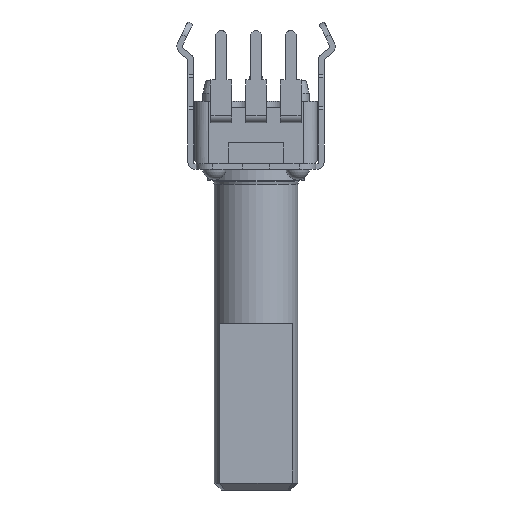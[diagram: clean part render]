
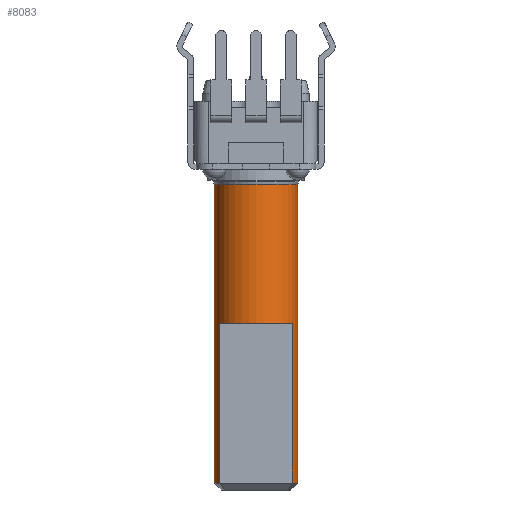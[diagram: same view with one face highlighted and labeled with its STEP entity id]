
A CAD part, front view. The second image highlights one B-rep face of the part: STEP entity #8083.
In plain terms, the highlighted cylindrical face has radius 3 mm (diameter 6 mm), a partial arc.
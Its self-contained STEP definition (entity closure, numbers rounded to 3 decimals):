
#90 = CARTESIAN_POINT ( 'NONE',  ( -2.598, -1.5, -11.5 ) ) ;
#200 = VERTEX_POINT ( 'NONE', #6621 ) ;
#652 = DIRECTION ( 'NONE',  ( 0., 0., 1. ) ) ;
#1730 = AXIS2_PLACEMENT_3D ( 'NONE', #9966, #8899, #5213 ) ;
#1746 = DIRECTION ( 'NONE',  ( 0., 0., 1. ) ) ;
#2197 = CARTESIAN_POINT ( 'NONE',  ( 3., 0., -23. ) ) ;
#2338 = ORIENTED_EDGE ( 'NONE', *, *, #11197, .F. ) ;
#2406 = CARTESIAN_POINT ( 'NONE',  ( -3., 0., 6.41 ) ) ;
#2506 = VERTEX_POINT ( 'NONE', #7645 ) ;
#2523 = EDGE_CURVE ( 'NONE', #2506, #5061, #4303, .T. ) ;
#2904 = EDGE_CURVE ( 'NONE', #5061, #200, #5072, .T. ) ;
#3013 = VECTOR ( 'NONE', #9486, 1000. ) ;
#3103 = EDGE_CURVE ( 'NONE', #3984, #9896, #7137, .T. ) ;
#3330 = ORIENTED_EDGE ( 'NONE', *, *, #7707, .F. ) ;
#3419 = CARTESIAN_POINT ( 'NONE',  ( 0., 0., -23. ) ) ;
#3526 = DIRECTION ( 'NONE',  ( 0., 0., 1. ) ) ;
#3984 = VERTEX_POINT ( 'NONE', #11052 ) ;
#4301 = VECTOR ( 'NONE', #11708, 1000. ) ;
#4303 = LINE ( 'NONE', #2406, #10701 ) ;
#4471 = CARTESIAN_POINT ( 'NONE',  ( 2.598, -1.5, -2.5 ) ) ;
#4481 = CYLINDRICAL_SURFACE ( 'NONE', #10627, 3. ) ;
#4482 = LINE ( 'NONE', #5569, #10423 ) ;
#4626 = CARTESIAN_POINT ( 'NONE',  ( 2.598, -1.5, -23. ) ) ;
#4897 = AXIS2_PLACEMENT_3D ( 'NONE', #6462, #9253, #5648 ) ;
#5061 = VERTEX_POINT ( 'NONE', #8696 ) ;
#5072 = CIRCLE ( 'NONE', #11694, 3. ) ;
#5213 = DIRECTION ( 'NONE',  ( -1., 0., 0. ) ) ;
#5319 = ORIENTED_EDGE ( 'NONE', *, *, #8136, .T. ) ;
#5508 = VERTEX_POINT ( 'NONE', #90 ) ;
#5515 = EDGE_CURVE ( 'NONE', #8661, #200, #4482, .T. ) ;
#5569 = CARTESIAN_POINT ( 'NONE',  ( 3., 0., 6.41 ) ) ;
#5648 = DIRECTION ( 'NONE',  ( 1., 0., 0. ) ) ;
#6102 = CIRCLE ( 'NONE', #1730, 3. ) ;
#6382 = CARTESIAN_POINT ( 'NONE',  ( 0., 0., 6.41 ) ) ;
#6462 = CARTESIAN_POINT ( 'NONE',  ( 0., 0., -11.5 ) ) ;
#6618 = AXIS2_PLACEMENT_3D ( 'NONE', #3419, #3526, #7040 ) ;
#6621 = CARTESIAN_POINT ( 'NONE',  ( 3., 0., -1.5 ) ) ;
#6981 = DIRECTION ( 'NONE',  ( 0., 0., 1. ) ) ;
#7005 = CIRCLE ( 'NONE', #6618, 3. ) ;
#7040 = DIRECTION ( 'NONE',  ( -1., 0., 0. ) ) ;
#7044 = LINE ( 'NONE', #9673, #3013 ) ;
#7137 = LINE ( 'NONE', #4471, #4301 ) ;
#7445 = ORIENTED_EDGE ( 'NONE', *, *, #3103, .T. ) ;
#7642 = ORIENTED_EDGE ( 'NONE', *, *, #2904, .F. ) ;
#7645 = CARTESIAN_POINT ( 'NONE',  ( -3., 0., -23. ) ) ;
#7678 = ORIENTED_EDGE ( 'NONE', *, *, #10028, .T. ) ;
#7707 = EDGE_CURVE ( 'NONE', #3984, #5508, #10010, .T. ) ;
#7884 = CARTESIAN_POINT ( 'NONE',  ( -2.598, -1.5, -23. ) ) ;
#8083 = ADVANCED_FACE ( 'NONE', ( #8142 ), #4481, .T. ) ;
#8136 = EDGE_CURVE ( 'NONE', #2506, #9023, #7005, .T. ) ;
#8142 = FACE_OUTER_BOUND ( 'NONE', #9636, .T. ) ;
#8440 = ORIENTED_EDGE ( 'NONE', *, *, #2523, .F. ) ;
#8661 = VERTEX_POINT ( 'NONE', #2197 ) ;
#8696 = CARTESIAN_POINT ( 'NONE',  ( -3., 0., -1.5 ) ) ;
#8837 = CARTESIAN_POINT ( 'NONE',  ( 0., 0., -1.5 ) ) ;
#8899 = DIRECTION ( 'NONE',  ( 0., 0., 1. ) ) ;
#9023 = VERTEX_POINT ( 'NONE', #7884 ) ;
#9253 = DIRECTION ( 'NONE',  ( 0., 0., -1. ) ) ;
#9486 = DIRECTION ( 'NONE',  ( 0., 0., -1. ) ) ;
#9636 = EDGE_LOOP ( 'NONE', ( #7678, #11743, #7642, #8440, #5319, #2338, #3330, #7445 ) ) ;
#9673 = CARTESIAN_POINT ( 'NONE',  ( -2.598, -1.5, -2.5 ) ) ;
#9896 = VERTEX_POINT ( 'NONE', #4626 ) ;
#9966 = CARTESIAN_POINT ( 'NONE',  ( 0., 0., -23. ) ) ;
#10010 = CIRCLE ( 'NONE', #4897, 3. ) ;
#10028 = EDGE_CURVE ( 'NONE', #9896, #8661, #6102, .T. ) ;
#10423 = VECTOR ( 'NONE', #1746, 1000. ) ;
#10627 = AXIS2_PLACEMENT_3D ( 'NONE', #6382, #11657, #10844 ) ;
#10630 = DIRECTION ( 'NONE',  ( -1., 0., 0. ) ) ;
#10701 = VECTOR ( 'NONE', #652, 1000. ) ;
#10844 = DIRECTION ( 'NONE',  ( -1., 0., 0. ) ) ;
#11052 = CARTESIAN_POINT ( 'NONE',  ( 2.598, -1.5, -11.5 ) ) ;
#11197 = EDGE_CURVE ( 'NONE', #5508, #9023, #7044, .T. ) ;
#11657 = DIRECTION ( 'NONE',  ( 0., 0., 1. ) ) ;
#11694 = AXIS2_PLACEMENT_3D ( 'NONE', #8837, #6981, #10630 ) ;
#11708 = DIRECTION ( 'NONE',  ( 0., 0., -1. ) ) ;
#11743 = ORIENTED_EDGE ( 'NONE', *, *, #5515, .T. ) ;
